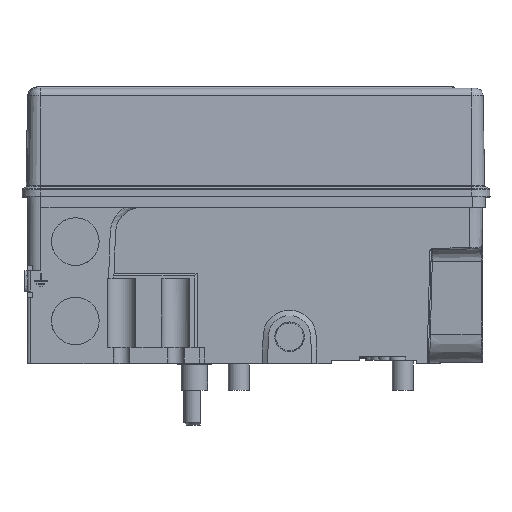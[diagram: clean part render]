
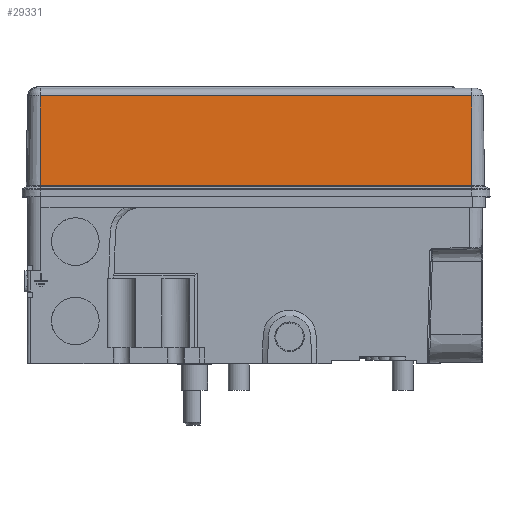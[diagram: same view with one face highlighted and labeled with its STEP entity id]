
A CAD part, top view. The second image highlights one B-rep face of the part: STEP entity #29331.
In plain terms, the highlighted planar face has unit normal (0, 0.018, 1).
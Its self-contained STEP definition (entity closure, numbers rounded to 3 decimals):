
#575 = FACE_OUTER_BOUND ( 'NONE', #106007, .T. ) ;
#679 = CARTESIAN_POINT ( 'NONE',  ( -81.712, 37.052, 32.067 ) ) ;
#2745 = ORIENTED_EDGE ( 'NONE', *, *, #82937, .T. ) ;
#2851 = CARTESIAN_POINT ( 'NONE',  ( 81.288, 0., 32.713 ) ) ;
#7322 = AXIS2_PLACEMENT_3D ( 'NONE', #28022, #54271, #36213 ) ;
#20373 = LINE ( 'NONE', #2851, #54917 ) ;
#23723 = CARTESIAN_POINT ( 'NONE',  ( -81.712, 0., 32.713 ) ) ;
#28022 = CARTESIAN_POINT ( 'NONE',  ( -81.712, 0., 32.713 ) ) ;
#29331 = ADVANCED_FACE ( 'NONE', ( #575 ), #107950, .T. ) ;
#34588 = LINE ( 'NONE', #113890, #81297 ) ;
#36213 = DIRECTION ( 'NONE',  ( 0., -1., 0.017 ) ) ;
#44727 = CARTESIAN_POINT ( 'NONE',  ( -81.712, 37.052, 32.067 ) ) ;
#45497 = DIRECTION ( 'NONE',  ( 0., -1., 0.017 ) ) ;
#48423 = EDGE_CURVE ( 'NONE', #83212, #82354, #34588, .T. ) ;
#54271 = DIRECTION ( 'NONE',  ( 0., 0.017, 1. ) ) ;
#54917 = VECTOR ( 'NONE', #45497, 1000. ) ;
#55028 = CARTESIAN_POINT ( 'NONE',  ( -81.712, 3.283, 32.656 ) ) ;
#58427 = CARTESIAN_POINT ( 'NONE',  ( 81.288, 3.283, 32.656 ) ) ;
#58965 = ORIENTED_EDGE ( 'NONE', *, *, #112127, .F. ) ;
#61016 = LINE ( 'NONE', #23723, #88455 ) ;
#62923 = ORIENTED_EDGE ( 'NONE', *, *, #48423, .T. ) ;
#66338 = VECTOR ( 'NONE', #97229, 1000. ) ;
#77940 = DIRECTION ( 'NONE',  ( 0., -1., 0.017 ) ) ;
#80732 = VERTEX_POINT ( 'NONE', #44727 ) ;
#81021 = VERTEX_POINT ( 'NONE', #82946 ) ;
#81297 = VECTOR ( 'NONE', #103993, 1000. ) ;
#82354 = VERTEX_POINT ( 'NONE', #58427 ) ;
#82937 = EDGE_CURVE ( 'NONE', #80732, #83212, #61016, .T. ) ;
#82946 = CARTESIAN_POINT ( 'NONE',  ( 81.288, 37.052, 32.067 ) ) ;
#83212 = VERTEX_POINT ( 'NONE', #55028 ) ;
#86606 = EDGE_CURVE ( 'NONE', #81021, #80732, #89369, .T. ) ;
#88455 = VECTOR ( 'NONE', #77940, 1000. ) ;
#89369 = LINE ( 'NONE', #679, #66338 ) ;
#97229 = DIRECTION ( 'NONE',  ( -1., 0., 0. ) ) ;
#103993 = DIRECTION ( 'NONE',  ( 1., 0., 0. ) ) ;
#106007 = EDGE_LOOP ( 'NONE', ( #2745, #62923, #58965, #106338 ) ) ;
#106338 = ORIENTED_EDGE ( 'NONE', *, *, #86606, .T. ) ;
#107950 = PLANE ( 'NONE',  #7322 ) ;
#112127 = EDGE_CURVE ( 'NONE', #81021, #82354, #20373, .T. ) ;
#113890 = CARTESIAN_POINT ( 'NONE',  ( -81.712, 3.283, 32.656 ) ) ;
